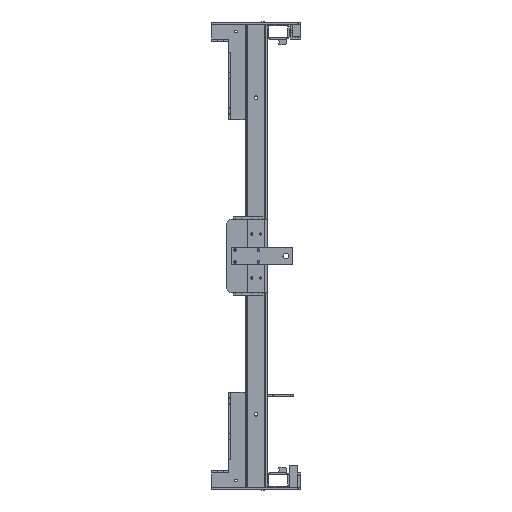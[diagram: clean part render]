
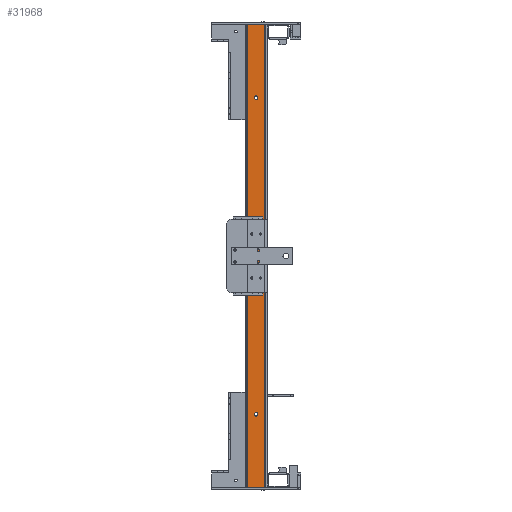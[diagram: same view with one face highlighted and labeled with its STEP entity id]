
A CAD part, left-side view. The second image highlights one B-rep face of the part: STEP entity #31968.
In plain terms, the highlighted face is planar.
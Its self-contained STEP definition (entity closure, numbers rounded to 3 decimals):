
#876=LINE('',#46001,#4522);
#877=LINE('',#46004,#4523);
#878=LINE('',#46006,#4524);
#879=LINE('',#46007,#4525);
#4522=VECTOR('',#37415,10.);
#4523=VECTOR('',#37418,10.);
#4524=VECTOR('',#37419,10.);
#4525=VECTOR('',#37420,10.);
#7914=PLANE('',#34190);
#9351=FACE_BOUND('',#12323,.T.);
#9352=FACE_BOUND('',#12324,.T.);
#9353=FACE_BOUND('',#12325,.T.);
#9354=FACE_BOUND('',#12326,.T.);
#9355=FACE_BOUND('',#12327,.T.);
#9356=FACE_BOUND('',#12328,.T.);
#10436=FACE_OUTER_BOUND('',#12322,.T.);
#12322=EDGE_LOOP('',(#23817,#23818,#23819,#23820));
#12323=EDGE_LOOP('',(#23821));
#12324=EDGE_LOOP('',(#23822));
#12325=EDGE_LOOP('',(#23823));
#12326=EDGE_LOOP('',(#23824));
#12327=EDGE_LOOP('',(#23825));
#12328=EDGE_LOOP('',(#23826));
#14794=CIRCLE('',#34067,3.35);
#14796=CIRCLE('',#34070,3.35);
#14798=CIRCLE('',#34073,3.35);
#14800=CIRCLE('',#34076,3.35);
#14803=CIRCLE('',#34105,6.25);
#14809=CIRCLE('',#34162,6.25);
#15566=VERTEX_POINT('',#45454);
#15568=VERTEX_POINT('',#45459);
#15570=VERTEX_POINT('',#45464);
#15572=VERTEX_POINT('',#45469);
#15623=VERTEX_POINT('',#45621);
#15725=VERTEX_POINT('',#45924);
#15751=VERTEX_POINT('',#45997);
#15752=VERTEX_POINT('',#45999);
#15753=VERTEX_POINT('',#46003);
#15754=VERTEX_POINT('',#46005);
#18712=EDGE_CURVE('',#15566,#15566,#14794,.T.);
#18714=EDGE_CURVE('',#15568,#15568,#14796,.T.);
#18716=EDGE_CURVE('',#15570,#15570,#14798,.T.);
#18718=EDGE_CURVE('',#15572,#15572,#14800,.T.);
#18793=EDGE_CURVE('',#15623,#15623,#14803,.T.);
#18943=EDGE_CURVE('',#15725,#15725,#14809,.T.);
#18980=EDGE_CURVE('',#15751,#15752,#876,.T.);
#18981=EDGE_CURVE('',#15751,#15753,#877,.T.);
#18982=EDGE_CURVE('',#15754,#15752,#878,.T.);
#18983=EDGE_CURVE('',#15753,#15754,#879,.T.);
#23817=ORIENTED_EDGE('',*,*,#18981,.F.);
#23818=ORIENTED_EDGE('',*,*,#18980,.T.);
#23819=ORIENTED_EDGE('',*,*,#18982,.F.);
#23820=ORIENTED_EDGE('',*,*,#18983,.F.);
#23821=ORIENTED_EDGE('',*,*,#18712,.T.);
#23822=ORIENTED_EDGE('',*,*,#18714,.T.);
#23823=ORIENTED_EDGE('',*,*,#18716,.T.);
#23824=ORIENTED_EDGE('',*,*,#18718,.T.);
#23825=ORIENTED_EDGE('',*,*,#18793,.T.);
#23826=ORIENTED_EDGE('',*,*,#18943,.T.);
#31968=ADVANCED_FACE('',(#10436,#9351,#9352,#9353,#9354,#9355,#9356),#7914,
 .T.);
#34067=AXIS2_PLACEMENT_3D('',#45455,#36932,#36933);
#34070=AXIS2_PLACEMENT_3D('',#45460,#36938,#36939);
#34073=AXIS2_PLACEMENT_3D('',#45465,#36944,#36945);
#34076=AXIS2_PLACEMENT_3D('',#45470,#36950,#36951);
#34105=AXIS2_PLACEMENT_3D('',#45622,#37080,#37081);
#34162=AXIS2_PLACEMENT_3D('',#45925,#37338,#37339);
#34190=AXIS2_PLACEMENT_3D('',#46002,#37416,#37417);
#36932=DIRECTION('center_axis',(0.,1.,0.));
#36933=DIRECTION('ref_axis',(-1.,0.,0.));
#36938=DIRECTION('center_axis',(0.,1.,0.));
#36939=DIRECTION('ref_axis',(-1.,0.,0.));
#36944=DIRECTION('center_axis',(0.,1.,0.));
#36945=DIRECTION('ref_axis',(1.,0.,0.));
#36950=DIRECTION('center_axis',(0.,1.,0.));
#36951=DIRECTION('ref_axis',(1.,0.,0.));
#37080=DIRECTION('center_axis',(0.,1.,0.));
#37081=DIRECTION('ref_axis',(-1.,0.,0.));
#37338=DIRECTION('center_axis',(0.,1.,0.));
#37339=DIRECTION('ref_axis',(1.,0.,0.));
#37415=DIRECTION('',(-1.,0.,0.));
#37416=DIRECTION('center_axis',(0.,-1.,0.));
#37417=DIRECTION('ref_axis',(0.,0.,1.));
#37418=DIRECTION('',(0.,0.,-1.));
#37419=DIRECTION('',(0.,0.,1.));
#37420=DIRECTION('',(-1.,0.,0.));
#45454=CARTESIAN_POINT('',(-718.35,-41.,-13.5));
#45455=CARTESIAN_POINT('Origin',(-715.,-41.,-13.5));
#45459=CARTESIAN_POINT('',(-718.35,-41.,-43.5));
#45460=CARTESIAN_POINT('Origin',(-715.,-41.,-43.5));
#45464=CARTESIAN_POINT('',(-861.65,-41.,-13.5));
#45465=CARTESIAN_POINT('Origin',(-865.,-41.,-13.5));
#45469=CARTESIAN_POINT('',(-861.65,-41.,-43.5));
#45470=CARTESIAN_POINT('Origin',(-865.,-41.,-43.5));
#45621=CARTESIAN_POINT('',(-243.75,-41.,-28.5));
#45622=CARTESIAN_POINT('Origin',(-250.,-41.,-28.5));
#45924=CARTESIAN_POINT('',(-1336.25,-41.,-28.5));
#45925=CARTESIAN_POINT('Origin',(-1330.,-41.,-28.5));
#45997=CARTESIAN_POINT('',(0.,-41.,0.));
#45999=CARTESIAN_POINT('',(-1580.,-41.,0.));
#46001=CARTESIAN_POINT('',(0.,-41.,0.));
#46002=CARTESIAN_POINT('Origin',(0.,-41.,-57.));
#46003=CARTESIAN_POINT('',(0.,-41.,-57.));
#46004=CARTESIAN_POINT('',(0.,-41.,0.));
#46005=CARTESIAN_POINT('',(-1580.,-41.,-57.));
#46006=CARTESIAN_POINT('',(-1580.,-41.,0.));
#46007=CARTESIAN_POINT('',(0.,-41.,-57.));
